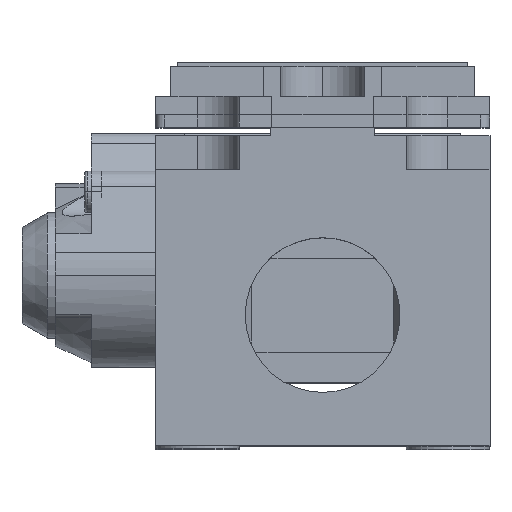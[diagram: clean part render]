
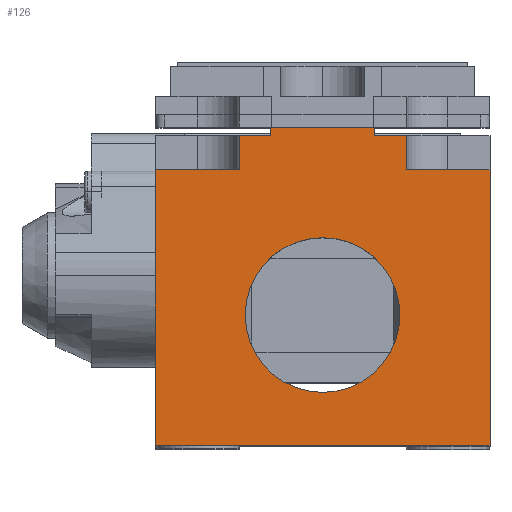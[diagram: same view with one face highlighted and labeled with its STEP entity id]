
A CAD part, top view. The second image highlights one B-rep face of the part: STEP entity #126.
In plain terms, the highlighted planar face has unit normal (0, 0, 1).
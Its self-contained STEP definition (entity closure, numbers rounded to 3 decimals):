
#126=ADVANCED_FACE('',(#645,#646),#647,.F.);
#645=FACE_OUTER_BOUND('',#1735,.T.);
#646=FACE_BOUND('',#1736,.T.);
#647=PLANE('',#1737);
#1735=EDGE_LOOP('',(#2957,#2958,#2959,#2960,#2961,#2962,#2963,#2964,#2965,#2966,#2967,#2968));
#1736=EDGE_LOOP('',(#2969,#2970));
#1737=AXIS2_PLACEMENT_3D('',#2971,#2972,#2973);
#2957=ORIENTED_EDGE('',*,*,#7277,.T.);
#2958=ORIENTED_EDGE('',*,*,#7278,.F.);
#2959=ORIENTED_EDGE('',*,*,#7279,.F.);
#2960=ORIENTED_EDGE('',*,*,#7280,.F.);
#2961=ORIENTED_EDGE('',*,*,#7281,.F.);
#2962=ORIENTED_EDGE('',*,*,#7282,.F.);
#2963=ORIENTED_EDGE('',*,*,#7283,.F.);
#2964=ORIENTED_EDGE('',*,*,#7284,.T.);
#2965=ORIENTED_EDGE('',*,*,#7285,.T.);
#2966=ORIENTED_EDGE('',*,*,#7286,.F.);
#2967=ORIENTED_EDGE('',*,*,#7287,.F.);
#2968=ORIENTED_EDGE('',*,*,#7288,.T.);
#2969=ORIENTED_EDGE('',*,*,#7289,.F.);
#2970=ORIENTED_EDGE('',*,*,#7290,.F.);
#2971=CARTESIAN_POINT('',(0.0,0.0,0.0));
#2972=DIRECTION('',(0.0,0.0,-1.0));
#2973=DIRECTION('',(0.0,-1.0,0.0));
#7277=EDGE_CURVE('',#8663,#8664,#8665,.T.);
#7278=EDGE_CURVE('',#8666,#8664,#8667,.T.);
#7279=EDGE_CURVE('',#8668,#8666,#8669,.T.);
#7280=EDGE_CURVE('',#8670,#8668,#8671,.T.);
#7281=EDGE_CURVE('',#8672,#8670,#8673,.T.);
#7282=EDGE_CURVE('',#8674,#8672,#8675,.T.);
#7283=EDGE_CURVE('',#8676,#8674,#8677,.T.);
#7284=EDGE_CURVE('',#8676,#8678,#8679,.T.);
#7285=EDGE_CURVE('',#8678,#8680,#8681,.T.);
#7286=EDGE_CURVE('',#8682,#8680,#8683,.T.);
#7287=EDGE_CURVE('',#8684,#8682,#8685,.T.);
#7288=EDGE_CURVE('',#8684,#8663,#8686,.T.);
#7289=EDGE_CURVE('',#8687,#8688,#8689,.T.);
#7290=EDGE_CURVE('',#8688,#8687,#8690,.T.);
#8663=VERTEX_POINT('',#10951);
#8664=VERTEX_POINT('',#10952);
#8665=LINE('',#10953,#10954);
#8666=VERTEX_POINT('',#10955);
#8667=LINE('',#10956,#10957);
#8668=VERTEX_POINT('',#10958);
#8669=LINE('',#10959,#10960);
#8670=VERTEX_POINT('',#10961);
#8671=LINE('',#10962,#10963);
#8672=VERTEX_POINT('',#10964);
#8673=LINE('',#10965,#10966);
#8674=VERTEX_POINT('',#10967);
#8675=LINE('',#10968,#10969);
#8676=VERTEX_POINT('',#10970);
#8677=LINE('',#10971,#10972);
#8678=VERTEX_POINT('',#10973);
#8679=LINE('',#10974,#10975);
#8680=VERTEX_POINT('',#10976);
#8681=LINE('',#10977,#10978);
#8682=VERTEX_POINT('',#10979);
#8683=LINE('',#10980,#10981);
#8684=VERTEX_POINT('',#10982);
#8685=LINE('',#10983,#10984);
#8686=LINE('',#10985,#10986);
#8687=VERTEX_POINT('',#10987);
#8688=VERTEX_POINT('',#10988);
#8689=CIRCLE('',#10989,9.265);
#8690=CIRCLE('',#10990,9.265);
#10951=CARTESIAN_POINT('',(-10.0,37.5,0.0));
#10952=CARTESIAN_POINT('',(-10.0,33.4,0.0));
#10953=CARTESIAN_POINT('',(-10.0,37.5,0.0));
#10954=VECTOR('',#14530,4.1);
#10955=CARTESIAN_POINT('',(-20.05,33.4,0.0));
#10956=CARTESIAN_POINT('',(-20.05,33.4,0.0));
#10957=VECTOR('',#14531,10.05);
#10958=CARTESIAN_POINT('',(-20.05,0.4,0.0));
#10959=CARTESIAN_POINT('',(-20.05,0.4,0.0));
#10960=VECTOR('',#14532,33.0);
#10961=CARTESIAN_POINT('',(20.05,0.4,0.0));
#10962=CARTESIAN_POINT('',(20.05,0.4,0.0));
#10963=VECTOR('',#14533,40.1);
#10964=CARTESIAN_POINT('',(20.05,33.4,0.0));
#10965=CARTESIAN_POINT('',(20.05,33.4,0.0));
#10966=VECTOR('',#14534,33.0);
#10967=CARTESIAN_POINT('',(10.0,33.4,0.0));
#10968=CARTESIAN_POINT('',(10.0,33.4,0.0));
#10969=VECTOR('',#14535,10.05);
#10970=CARTESIAN_POINT('',(10.0,37.5,0.0));
#10971=CARTESIAN_POINT('',(10.0,37.5,0.0));
#10972=VECTOR('',#14536,4.1);
#10973=CARTESIAN_POINT('',(6.275,37.5,0.0));
#10974=CARTESIAN_POINT('',(10.0,37.5,0.0));
#10975=VECTOR('',#14537,3.725);
#10976=CARTESIAN_POINT('',(6.275,38.5,0.0));
#10977=CARTESIAN_POINT('',(6.275,37.5,0.0));
#10978=VECTOR('',#14538,1.0);
#10979=CARTESIAN_POINT('',(-6.275,38.5,0.0));
#10980=CARTESIAN_POINT('',(-6.275,38.5,0.0));
#10981=VECTOR('',#14539,12.55);
#10982=CARTESIAN_POINT('',(-6.275,37.5,0.0));
#10983=CARTESIAN_POINT('',(-6.275,37.5,0.0));
#10984=VECTOR('',#14540,1.0);
#10985=CARTESIAN_POINT('',(-6.275,37.5,0.0));
#10986=VECTOR('',#14541,3.725);
#10987=CARTESIAN_POINT('',(-9.265,16.0,0.0));
#10988=CARTESIAN_POINT('',(9.265,16.0,0.0));
#10989=AXIS2_PLACEMENT_3D('',#14542,#14543,#14544);
#10990=AXIS2_PLACEMENT_3D('',#14545,#14546,#14547);
#14530=DIRECTION('',(0.0,-1.0,0.0));
#14531=DIRECTION('',(1.0,0.0,0.0));
#14532=DIRECTION('',(0.0,1.0,0.0));
#14533=DIRECTION('',(-1.0,0.0,0.0));
#14534=DIRECTION('',(0.0,-1.0,0.0));
#14535=DIRECTION('',(1.0,0.0,0.0));
#14536=DIRECTION('',(0.0,-1.0,0.0));
#14537=DIRECTION('',(-1.0,0.0,0.0));
#14538=DIRECTION('',(0.0,1.0,0.0));
#14539=DIRECTION('',(1.0,0.0,0.0));
#14540=DIRECTION('',(0.0,1.0,0.0));
#14541=DIRECTION('',(-1.0,0.0,0.0));
#14542=CARTESIAN_POINT('',(0.0,16.0,0.0));
#14543=DIRECTION('',(0.0,0.0,1.0));
#14544=DIRECTION('',(-1.0,0.0,0.0));
#14545=CARTESIAN_POINT('',(0.0,16.0,0.0));
#14546=DIRECTION('',(0.0,0.0,1.0));
#14547=DIRECTION('',(1.0,0.0,0.0));
